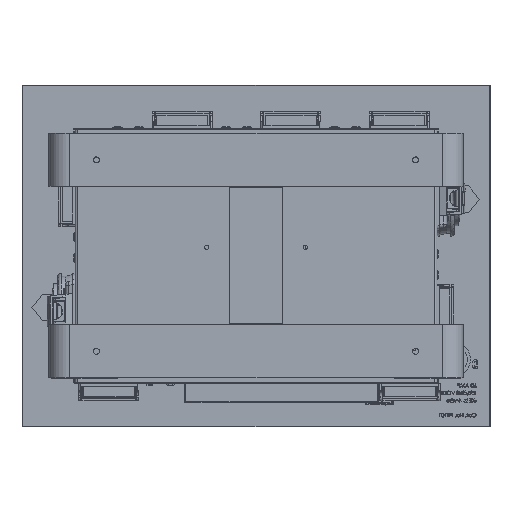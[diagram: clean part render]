
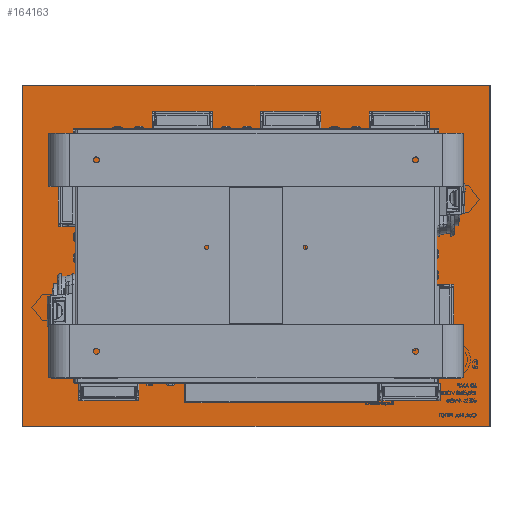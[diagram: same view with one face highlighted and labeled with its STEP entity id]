
A CAD part, top view. The second image highlights one B-rep face of the part: STEP entity #164163.
In plain terms, the highlighted planar face has unit normal (0, 0, 1).
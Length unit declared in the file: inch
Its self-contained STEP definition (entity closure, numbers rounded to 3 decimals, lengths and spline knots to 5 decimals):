
#3572 = ORIENTED_EDGE ( 'NONE', *, *, #52067, .F. ) ;
#4281 = LINE ( 'NONE', #199755, #22435 ) ;
#5093 = EDGE_LOOP ( 'NONE', ( #84389, #73559 ) ) ;
#5626 = CARTESIAN_POINT ( 'NONE',  ( 3.00436, 5.65763, -1.78417 ) ) ;
#5771 = VERTEX_POINT ( 'NONE', #98460 ) ;
#6228 = FACE_BOUND ( 'NONE', #5093, .T. ) ;
#6397 = ORIENTED_EDGE ( 'NONE', *, *, #89089, .F. ) ;
#8344 = DIRECTION ( 'NONE',  ( 0., -1., 0. ) ) ;
#9249 = EDGE_CURVE ( 'NONE', #73822, #151629, #87243, .T. ) ;
#14155 = VERTEX_POINT ( 'NONE', #21429 ) ;
#14713 = DIRECTION ( 'NONE',  ( 0., 0., 1. ) ) ;
#16344 = VECTOR ( 'NONE', #203023, 39.37008 ) ;
#20488 = ORIENTED_EDGE ( 'NONE', *, *, #115197, .F. ) ;
#20945 = CARTESIAN_POINT ( 'NONE',  ( 3.37936, -5.59237, -1.78417 ) ) ;
#21332 = EDGE_CURVE ( 'NONE', #68387, #161610, #152465, .T. ) ;
#21429 = CARTESIAN_POINT ( 'NONE',  ( 3.62936, -5.59237, -1.78417 ) ) ;
#22435 = VECTOR ( 'NONE', #132280, 39.37008 ) ;
#22958 = ORIENTED_EDGE ( 'NONE', *, *, #35837, .F. ) ;
#24988 = VECTOR ( 'NONE', #8344, 39.37008 ) ;
#27511 = CIRCLE ( 'NONE', #71515, 0.125 ) ;
#35837 = EDGE_CURVE ( 'NONE', #173021, #51215, #44349, .T. ) ;
#38759 = CARTESIAN_POINT ( 'NONE',  ( -13.46464, 8.03263, -1.78417 ) ) ;
#42769 = VECTOR ( 'NONE', #209947, 39.37008 ) ;
#43669 = CARTESIAN_POINT ( 'NONE',  ( -13.46464, -7.96737, -1.78417 ) ) ;
#44349 = CIRCLE ( 'NONE', #85112, 0.125 ) ;
#48217 = CARTESIAN_POINT ( 'NONE',  ( -7.99564, 5.65763, -1.78417 ) ) ;
#51215 = VERTEX_POINT ( 'NONE', #215532 ) ;
#52067 = EDGE_CURVE ( 'NONE', #51215, #173021, #81993, .T. ) ;
#53083 = CARTESIAN_POINT ( 'NONE',  ( 3.50436, -5.59237, -1.78417 ) ) ;
#55077 = CARTESIAN_POINT ( 'NONE',  ( -8.62064, -5.59237, -1.78417 ) ) ;
#55214 = CARTESIAN_POINT ( 'NONE',  ( -8.12064, 5.65763, -1.78417 ) ) ;
#60736 = FACE_BOUND ( 'NONE', #185166, .T. ) ;
#61027 = CARTESIAN_POINT ( 'NONE',  ( -13.46464, -7.96737, -1.78417 ) ) ;
#62834 = ORIENTED_EDGE ( 'NONE', *, *, #207824, .T. ) ;
#64487 = CARTESIAN_POINT ( 'NONE',  ( 8.47336, 8.03263, -1.78417 ) ) ;
#67538 = EDGE_CURVE ( 'NONE', #14155, #204550, #196687, .T. ) ;
#67802 = DIRECTION ( 'NONE',  ( -1., 0., 0. ) ) ;
#68387 = VERTEX_POINT ( 'NONE', #102151 ) ;
#71515 = AXIS2_PLACEMENT_3D ( 'NONE', #133193, #201382, #132485 ) ;
#73559 = ORIENTED_EDGE ( 'NONE', *, *, #67538, .F. ) ;
#73822 = VERTEX_POINT ( 'NONE', #55077 ) ;
#81074 = EDGE_CURVE ( 'NONE', #204550, #14155, #192551, .T. ) ;
#81927 = DIRECTION ( 'NONE',  ( 0., 0., 1. ) ) ;
#81993 = CIRCLE ( 'NONE', #215220, 0.125 ) ;
#83126 = CARTESIAN_POINT ( 'NONE',  ( 3.50436, -5.59237, -1.78417 ) ) ;
#84002 = ORIENTED_EDGE ( 'NONE', *, *, #183791, .F. ) ;
#84368 = FACE_BOUND ( 'NONE', #108805, .T. ) ;
#84389 = ORIENTED_EDGE ( 'NONE', *, *, #81074, .F. ) ;
#84511 = EDGE_CURVE ( 'NONE', #5771, #215459, #27511, .T. ) ;
#85112 = AXIS2_PLACEMENT_3D ( 'NONE', #48217, #97729, #212516 ) ;
#86381 = CARTESIAN_POINT ( 'NONE',  ( -8.49564, -5.59237, -1.78417 ) ) ;
#87243 = CIRCLE ( 'NONE', #145085, 0.125 ) ;
#89089 = EDGE_CURVE ( 'NONE', #215459, #5771, #96333, .T. ) ;
#89621 = FACE_BOUND ( 'NONE', #156951, .T. ) ;
#91098 = DIRECTION ( 'NONE',  ( -1., 0., 0. ) ) ;
#91497 = DIRECTION ( 'NONE',  ( 0., 0., 1. ) ) ;
#94136 = VERTEX_POINT ( 'NONE', #197668 ) ;
#96333 = CIRCLE ( 'NONE', #102845, 0.125 ) ;
#97165 = EDGE_LOOP ( 'NONE', ( #20488, #105552, #62834, #154692 ) ) ;
#97729 = DIRECTION ( 'NONE',  ( 0., 0., 1. ) ) ;
#98460 = CARTESIAN_POINT ( 'NONE',  ( 2.87936, 5.65763, -1.78417 ) ) ;
#101892 = DIRECTION ( 'NONE',  ( 0., 0., 1. ) ) ;
#102151 = CARTESIAN_POINT ( 'NONE',  ( -13.46464, 8.03263, -1.78417 ) ) ;
#102845 = AXIS2_PLACEMENT_3D ( 'NONE', #5626, #91497, #173541 ) ;
#105552 = ORIENTED_EDGE ( 'NONE', *, *, #113638, .F. ) ;
#107095 = DIRECTION ( 'NONE',  ( 0., 0., 1. ) ) ;
#107595 = DIRECTION ( 'NONE',  ( -1., 0., 0. ) ) ;
#108805 = EDGE_LOOP ( 'NONE', ( #197252, #6397 ) ) ;
#110774 = ORIENTED_EDGE ( 'NONE', *, *, #9249, .F. ) ;
#112295 = AXIS2_PLACEMENT_3D ( 'NONE', #53083, #101892, #120036 ) ;
#113638 = EDGE_CURVE ( 'NONE', #159122, #94136, #4281, .T. ) ;
#115197 = EDGE_CURVE ( 'NONE', #94136, #161610, #188309, .T. ) ;
#116096 = CARTESIAN_POINT ( 'NONE',  ( -7.99564, 5.65763, -1.78417 ) ) ;
#118410 = DIRECTION ( 'NONE',  ( 0., 0., 1. ) ) ;
#120036 = DIRECTION ( 'NONE',  ( -1., 0., 0. ) ) ;
#125362 = AXIS2_PLACEMENT_3D ( 'NONE', #83126, #14713, #67802 ) ;
#125813 = LINE ( 'NONE', #38759, #16344 ) ;
#129102 = AXIS2_PLACEMENT_3D ( 'NONE', #157042, #175069, #107595 ) ;
#132280 = DIRECTION ( 'NONE',  ( 0., -1., 0. ) ) ;
#132485 = DIRECTION ( 'NONE',  ( -1., 0., 0. ) ) ;
#133193 = CARTESIAN_POINT ( 'NONE',  ( 3.00436, 5.65763, -1.78417 ) ) ;
#138629 = CARTESIAN_POINT ( 'NONE',  ( -13.46464, 8.03263, -1.78417 ) ) ;
#138888 = PLANE ( 'NONE',  #129102 ) ;
#145085 = AXIS2_PLACEMENT_3D ( 'NONE', #86381, #118410, #153254 ) ;
#146710 = CIRCLE ( 'NONE', #201396, 0.125 ) ;
#151629 = VERTEX_POINT ( 'NONE', #195288 ) ;
#152465 = LINE ( 'NONE', #138629, #24988 ) ;
#153254 = DIRECTION ( 'NONE',  ( -1., 0., 0. ) ) ;
#154692 = ORIENTED_EDGE ( 'NONE', *, *, #21332, .T. ) ;
#156951 = EDGE_LOOP ( 'NONE', ( #22958, #3572 ) ) ;
#157042 = CARTESIAN_POINT ( 'NONE',  ( -13.46464, 8.03263, -1.78417 ) ) ;
#157186 = FACE_OUTER_BOUND ( 'NONE', #97165, .T. ) ;
#158662 = CARTESIAN_POINT ( 'NONE',  ( -8.49564, -5.59237, -1.78417 ) ) ;
#159122 = VERTEX_POINT ( 'NONE', #64487 ) ;
#161610 = VERTEX_POINT ( 'NONE', #43669 ) ;
#164163 = ADVANCED_FACE ( 'NONE', ( #6228, #89621, #84368, #60736, #157186 ), #138888, .T. ) ;
#173021 = VERTEX_POINT ( 'NONE', #55214 ) ;
#173541 = DIRECTION ( 'NONE',  ( -1., 0., 0. ) ) ;
#175069 = DIRECTION ( 'NONE',  ( 0., 0., 1. ) ) ;
#183791 = EDGE_CURVE ( 'NONE', #151629, #73822, #146710, .T. ) ;
#185166 = EDGE_LOOP ( 'NONE', ( #110774, #84002 ) ) ;
#188309 = LINE ( 'NONE', #61027, #42769 ) ;
#192551 = CIRCLE ( 'NONE', #125362, 0.125 ) ;
#195288 = CARTESIAN_POINT ( 'NONE',  ( -8.37064, -5.59237, -1.78417 ) ) ;
#196687 = CIRCLE ( 'NONE', #112295, 0.125 ) ;
#197252 = ORIENTED_EDGE ( 'NONE', *, *, #84511, .F. ) ;
#197401 = DIRECTION ( 'NONE',  ( -1., 0., 0. ) ) ;
#197668 = CARTESIAN_POINT ( 'NONE',  ( 8.47336, -7.96737, -1.78417 ) ) ;
#199755 = CARTESIAN_POINT ( 'NONE',  ( 8.47336, 8.03263, -1.78417 ) ) ;
#201382 = DIRECTION ( 'NONE',  ( 0., 0., 1. ) ) ;
#201396 = AXIS2_PLACEMENT_3D ( 'NONE', #158662, #107095, #91098 ) ;
#203023 = DIRECTION ( 'NONE',  ( -1., 0., 0. ) ) ;
#204550 = VERTEX_POINT ( 'NONE', #20945 ) ;
#207824 = EDGE_CURVE ( 'NONE', #159122, #68387, #125813, .T. ) ;
#209947 = DIRECTION ( 'NONE',  ( -1., 0., 0. ) ) ;
#210906 = CARTESIAN_POINT ( 'NONE',  ( 3.12936, 5.65763, -1.78417 ) ) ;
#212516 = DIRECTION ( 'NONE',  ( -1., 0., 0. ) ) ;
#215220 = AXIS2_PLACEMENT_3D ( 'NONE', #116096, #81927, #197401 ) ;
#215459 = VERTEX_POINT ( 'NONE', #210906 ) ;
#215532 = CARTESIAN_POINT ( 'NONE',  ( -7.87064, 5.65763, -1.78417 ) ) ;
